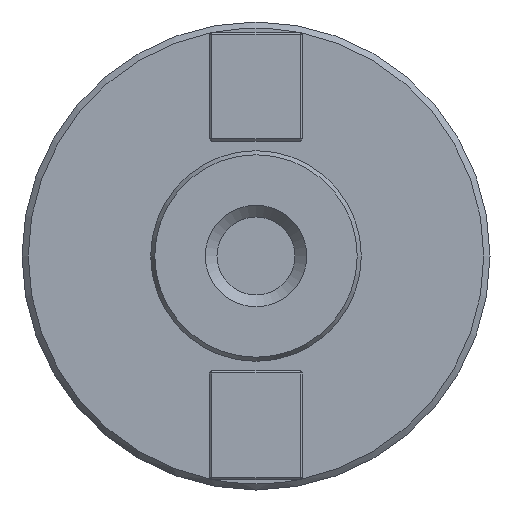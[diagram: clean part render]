
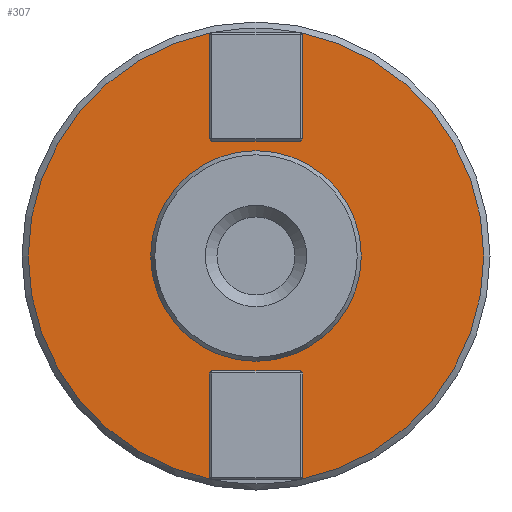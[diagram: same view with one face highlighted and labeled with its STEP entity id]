
A CAD part, left-side view. The second image highlights one B-rep face of the part: STEP entity #307.
In plain terms, the highlighted planar face has unit normal (-1, 0, 0).
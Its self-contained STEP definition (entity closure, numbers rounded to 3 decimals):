
#77=FACE_BOUND('',#624,.T.);
#78=FACE_BOUND('',#625,.T.);
#307=ADVANCED_FACE('',(#77,#78),#388,.F.);
#388=PLANE('',#2243);
#624=EDGE_LOOP('',(#1369));
#625=EDGE_LOOP('',(#1370,#1371,#1372,#1373,#1374,#1375,#1376,#1377,#1378,
#1379,#1380,#1381,#1382,#1383,#1384,#1385));
#748=LINE('',#3888,#888);
#749=LINE('',#3890,#889);
#750=LINE('',#3892,#890);
#751=LINE('',#3894,#891);
#752=LINE('',#3896,#892);
#753=LINE('',#3898,#893);
#754=LINE('',#3900,#894);
#755=LINE('',#3901,#895);
#756=LINE('',#3903,#896);
#757=LINE('',#3905,#897);
#758=LINE('',#3907,#898);
#759=LINE('',#3909,#899);
#760=LINE('',#3911,#900);
#761=LINE('',#3913,#901);
#888=VECTOR('',#2648,1.);
#889=VECTOR('',#2649,1.);
#890=VECTOR('',#2650,1.);
#891=VECTOR('',#2651,1.);
#892=VECTOR('',#2652,1.);
#893=VECTOR('',#2653,1.);
#894=VECTOR('',#2654,1.);
#895=VECTOR('',#2655,1.);
#896=VECTOR('',#2656,1.);
#897=VECTOR('',#2657,1.);
#898=VECTOR('',#2658,1.);
#899=VECTOR('',#2659,1.);
#900=VECTOR('',#2660,1.);
#901=VECTOR('',#2661,1.);
#1369=ORIENTED_EDGE('',*,*,#1945,.F.);
#1370=ORIENTED_EDGE('',*,*,#1937,.T.);
#1371=ORIENTED_EDGE('',*,*,#1946,.T.);
#1372=ORIENTED_EDGE('',*,*,#1947,.T.);
#1373=ORIENTED_EDGE('',*,*,#1948,.T.);
#1374=ORIENTED_EDGE('',*,*,#1949,.T.);
#1375=ORIENTED_EDGE('',*,*,#1950,.T.);
#1376=ORIENTED_EDGE('',*,*,#1951,.T.);
#1377=ORIENTED_EDGE('',*,*,#1952,.T.);
#1378=ORIENTED_EDGE('',*,*,#1942,.T.);
#1379=ORIENTED_EDGE('',*,*,#1953,.T.);
#1380=ORIENTED_EDGE('',*,*,#1954,.T.);
#1381=ORIENTED_EDGE('',*,*,#1955,.T.);
#1382=ORIENTED_EDGE('',*,*,#1956,.T.);
#1383=ORIENTED_EDGE('',*,*,#1957,.T.);
#1384=ORIENTED_EDGE('',*,*,#1958,.T.);
#1385=ORIENTED_EDGE('',*,*,#1959,.T.);
#1681=VERTEX_POINT('',#3852);
#1682=VERTEX_POINT('',#3854);
#1685=VERTEX_POINT('',#3873);
#1686=VERTEX_POINT('',#3875);
#1688=VERTEX_POINT('',#3887);
#1689=VERTEX_POINT('',#3889);
#1690=VERTEX_POINT('',#3891);
#1691=VERTEX_POINT('',#3893);
#1692=VERTEX_POINT('',#3895);
#1693=VERTEX_POINT('',#3897);
#1694=VERTEX_POINT('',#3899);
#1695=VERTEX_POINT('',#3902);
#1696=VERTEX_POINT('',#3904);
#1697=VERTEX_POINT('',#3906);
#1698=VERTEX_POINT('',#3908);
#1699=VERTEX_POINT('',#3910);
#1700=VERTEX_POINT('',#3912);
#1937=EDGE_CURVE('',#1682,#1681,#2082,.T.);
#1942=EDGE_CURVE('',#1686,#1685,#2083,.T.);
#1945=EDGE_CURVE('',#1688,#1688,#2084,.T.);
#1946=EDGE_CURVE('',#1681,#1689,#748,.T.);
#1947=EDGE_CURVE('',#1689,#1690,#749,.T.);
#1948=EDGE_CURVE('',#1690,#1691,#750,.T.);
#1949=EDGE_CURVE('',#1691,#1692,#751,.T.);
#1950=EDGE_CURVE('',#1692,#1693,#752,.T.);
#1951=EDGE_CURVE('',#1693,#1694,#753,.T.);
#1952=EDGE_CURVE('',#1694,#1686,#754,.T.);
#1953=EDGE_CURVE('',#1685,#1695,#755,.T.);
#1954=EDGE_CURVE('',#1695,#1696,#756,.T.);
#1955=EDGE_CURVE('',#1696,#1697,#757,.T.);
#1956=EDGE_CURVE('',#1697,#1698,#758,.T.);
#1957=EDGE_CURVE('',#1698,#1699,#759,.T.);
#1958=EDGE_CURVE('',#1699,#1700,#760,.T.);
#1959=EDGE_CURVE('',#1700,#1682,#761,.T.);
#2082=CIRCLE('',#2239,29.2);
#2083=CIRCLE('',#2240,29.2);
#2084=CIRCLE('',#2242,13.5);
#2239=AXIS2_PLACEMENT_3D('',#3853,#2640,#2641);
#2240=AXIS2_PLACEMENT_3D('',#3874,#2642,#2643);
#2242=AXIS2_PLACEMENT_3D('',#3886,#2646,#2647);
#2243=AXIS2_PLACEMENT_3D('',#3914,#2662,#2663);
#2640=DIRECTION('',(-1.,0.,0.));
#2641=DIRECTION('',(0.,0.,-1.));
#2642=DIRECTION('',(-1.,0.,0.));
#2643=DIRECTION('',(0.,0.,-1.));
#2646=DIRECTION('',(-1.,0.,0.));
#2647=DIRECTION('',(0.,0.,-1.));
#2648=DIRECTION('',(0.,0.707,0.707));
#2649=DIRECTION('',(0.,0.,1.));
#2650=DIRECTION('',(0.,-0.707,0.707));
#2651=DIRECTION('',(0.,-1.,0.));
#2652=DIRECTION('',(0.,-0.707,-0.707));
#2653=DIRECTION('',(0.,0.,-1.));
#2654=DIRECTION('',(0.,0.707,-0.707));
#2655=DIRECTION('',(0.,-0.707,-0.707));
#2656=DIRECTION('',(0.,0.,-1.));
#2657=DIRECTION('',(0.,0.707,-0.707));
#2658=DIRECTION('',(0.,1.,0.));
#2659=DIRECTION('',(0.,0.707,0.707));
#2660=DIRECTION('',(0.,0.,1.));
#2661=DIRECTION('',(0.,-0.707,0.707));
#2662=DIRECTION('',(1.,0.,0.));
#2663=DIRECTION('',(0.,0.,-1.));
#3852=CARTESIAN_POINT('',(21.5,5.777,-28.623));
#3853=CARTESIAN_POINT('',(21.5,0.,0.));
#3854=CARTESIAN_POINT('',(21.5,5.777,28.623));
#3873=CARTESIAN_POINT('',(21.5,-5.777,28.623));
#3874=CARTESIAN_POINT('',(21.5,0.,0.));
#3875=CARTESIAN_POINT('',(21.5,-5.777,-28.623));
#3886=CARTESIAN_POINT('',(21.5,0.,0.));
#3887=CARTESIAN_POINT('',(21.5,0.,-13.5));
#3888=CARTESIAN_POINT('',(21.5,24.668,-9.732));
#3889=CARTESIAN_POINT('',(21.5,6.,-28.4));
#3890=CARTESIAN_POINT('',(21.5,6.,14.935));
#3891=CARTESIAN_POINT('',(21.5,6.,-15.));
#3892=CARTESIAN_POINT('',(21.5,-11.968,2.968));
#3893=CARTESIAN_POINT('',(21.5,5.7,-14.7));
#3894=CARTESIAN_POINT('',(21.5,0.,-14.7));
#3895=CARTESIAN_POINT('',(21.5,-5.7,-14.7));
#3896=CARTESIAN_POINT('',(21.5,11.968,2.968));
#3897=CARTESIAN_POINT('',(21.5,-6.,-15.));
#3898=CARTESIAN_POINT('',(21.5,-6.,14.935));
#3899=CARTESIAN_POINT('',(21.5,-6.,-28.4));
#3900=CARTESIAN_POINT('',(21.5,-24.668,-9.732));
#3901=CARTESIAN_POINT('',(21.5,-9.732,24.668));
#3902=CARTESIAN_POINT('',(21.5,-6.,28.4));
#3903=CARTESIAN_POINT('',(21.5,-6.,14.935));
#3904=CARTESIAN_POINT('',(21.5,-6.,15.));
#3905=CARTESIAN_POINT('',(21.5,-2.968,11.968));
#3906=CARTESIAN_POINT('',(21.5,-5.7,14.7));
#3907=CARTESIAN_POINT('',(21.5,0.,14.7));
#3908=CARTESIAN_POINT('',(21.5,5.7,14.7));
#3909=CARTESIAN_POINT('',(21.5,2.968,11.968));
#3910=CARTESIAN_POINT('',(21.5,6.,15.));
#3911=CARTESIAN_POINT('',(21.5,6.,14.935));
#3912=CARTESIAN_POINT('',(21.5,6.,28.4));
#3913=CARTESIAN_POINT('',(21.5,9.732,24.668));
#3914=CARTESIAN_POINT('',(21.5,0.,14.935));
